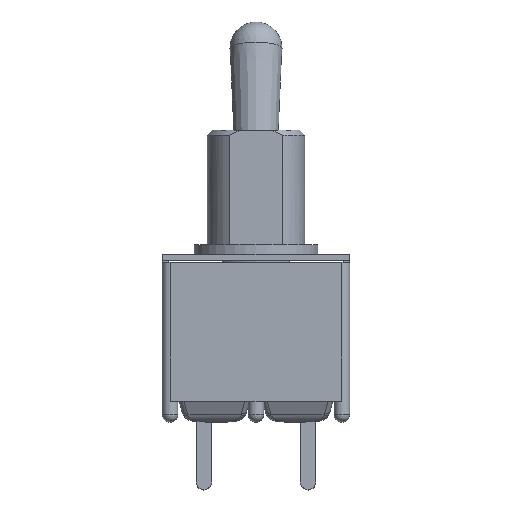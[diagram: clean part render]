
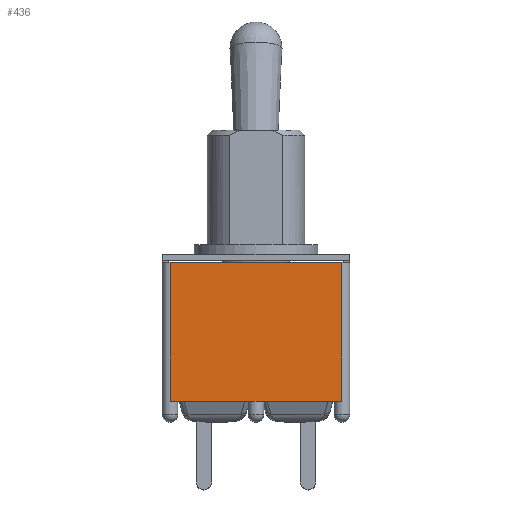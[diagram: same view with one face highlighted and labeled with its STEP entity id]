
A CAD part, top view. The second image highlights one B-rep face of the part: STEP entity #436.
In plain terms, the highlighted planar face has unit normal (0, 0, 1).
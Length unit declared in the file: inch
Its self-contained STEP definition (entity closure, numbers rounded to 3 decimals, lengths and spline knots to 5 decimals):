
#436 = ADVANCED_FACE( '', ( #1439 ), #1440, .T. );
#1439 = FACE_OUTER_BOUND( '', #4798, .T. );
#1440 = PLANE( '', #4799 );
#4798 = EDGE_LOOP( '', ( #9187, #9188, #9189, #9190, #9191 ) );
#4799 = AXIS2_PLACEMENT_3D( '', #9192, #9193, #9194 );
#9187 = ORIENTED_EDGE( '', *, *, #13551, .T. );
#9188 = ORIENTED_EDGE( '', *, *, #13499, .F. );
#9189 = ORIENTED_EDGE( '', *, *, #13552, .T. );
#9190 = ORIENTED_EDGE( '', *, *, #13027, .F. );
#9191 = ORIENTED_EDGE( '', *, *, #13553, .T. );
#9192 = CARTESIAN_POINT( '', ( 0.18, 0.04, 0.16 ) );
#9193 = DIRECTION( '', ( 0., 0., 1. ) );
#9194 = DIRECTION( '', ( 1., 0., 0. ) );
#13027 = EDGE_CURVE( '', #15640, #15642, #15643, .T. );
#13499 = EDGE_CURVE( '', #16419, #16420, #16421, .T. );
#13551 = EDGE_CURVE( '', #16445, #16420, #16499, .T. );
#13552 = EDGE_CURVE( '', #16419, #15642, #16500, .T. );
#13553 = EDGE_CURVE( '', #15640, #16445, #16501, .T. );
#15640 = VERTEX_POINT( '', #20038 );
#15642 = VERTEX_POINT( '', #20040 );
#15643 = LINE( '', #20041, #20042 );
#16419 = VERTEX_POINT( '', #21480 );
#16420 = VERTEX_POINT( '', #21481 );
#16421 = LINE( '', #21482, #21483 );
#16445 = VERTEX_POINT( '', #21527 );
#16499 = LINE( '', #21636, #21637 );
#16500 = LINE( '', #21638, #21639 );
#16501 = LINE( '', #21640, #21641 );
#20038 = CARTESIAN_POINT( '', ( -0.165, 0.04, 0.16 ) );
#20040 = CARTESIAN_POINT( '', ( -0.165, 0.307, 0.16 ) );
#20041 = CARTESIAN_POINT( '', ( -0.165, 0.04, 0.16 ) );
#20042 = VECTOR( '', #24140, 39.37008 );
#21480 = CARTESIAN_POINT( '', ( 0.165, 0.307, 0.16 ) );
#21481 = CARTESIAN_POINT( '', ( 0.165, 0.04, 0.16 ) );
#21482 = CARTESIAN_POINT( '', ( 0.165, 0.307, 0.16 ) );
#21483 = VECTOR( '', #24682, 39.37008 );
#21527 = CARTESIAN_POINT( '', ( 0., 0.04, 0.16 ) );
#21636 = CARTESIAN_POINT( '', ( 0., 0.04, 0.16 ) );
#21637 = VECTOR( '', #24758, 39.37008 );
#21638 = CARTESIAN_POINT( '', ( 0.165, 0.307, 0.16 ) );
#21639 = VECTOR( '', #24759, 39.37008 );
#21640 = CARTESIAN_POINT( '', ( -0.165, 0.04, 0.16 ) );
#21641 = VECTOR( '', #24760, 39.37008 );
#24140 = DIRECTION( '', ( 0., 1., 0. ) );
#24682 = DIRECTION( '', ( 0., -1., 0. ) );
#24758 = DIRECTION( '', ( 1., 0., 0. ) );
#24759 = DIRECTION( '', ( -1., 0., 0. ) );
#24760 = DIRECTION( '', ( 1., 0., 0. ) );
